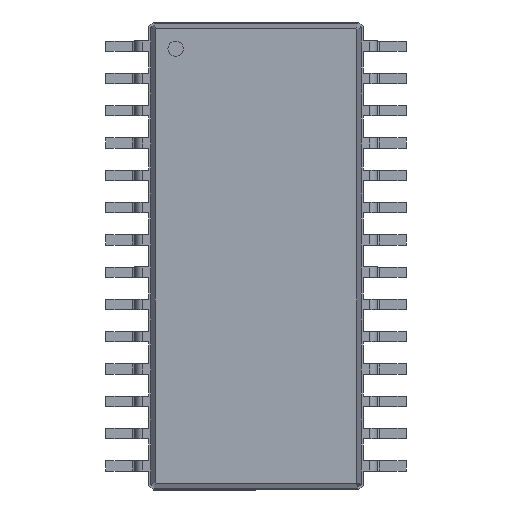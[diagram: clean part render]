
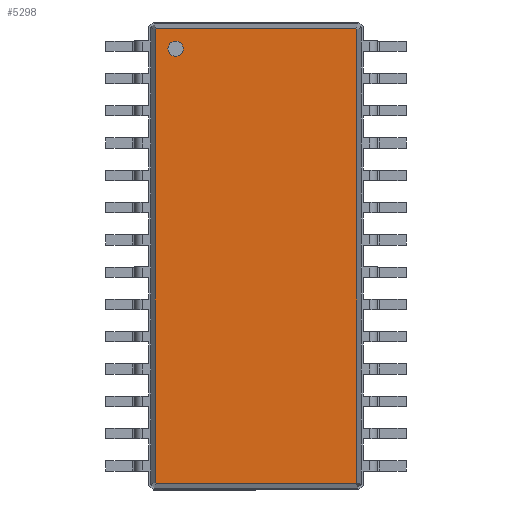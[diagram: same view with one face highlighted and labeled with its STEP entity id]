
A CAD part, top view. The second image highlights one B-rep face of the part: STEP entity #5298.
In plain terms, the highlighted planar face has unit normal (0, 0, 1).
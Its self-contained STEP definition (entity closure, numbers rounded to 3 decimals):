
#1935 = VERTEX_POINT('',#1936);
#1936 = CARTESIAN_POINT('',(8.901,3.962,2.689));
#1941 = EDGE_CURVE('',#1942,#1935,#1944,.T.);
#1942 = VERTEX_POINT('',#1943);
#1943 = CARTESIAN_POINT('',(-8.901,3.962,2.689));
#1944 = LINE('',#1945,#1946);
#1945 = CARTESIAN_POINT('',(-8.901,3.962,2.689));
#1946 = VECTOR('',#1947,1.);
#1947 = DIRECTION('',(1.,0.,0.));
#5281 = EDGE_CURVE('',#5282,#1942,#5284,.T.);
#5282 = VERTEX_POINT('',#5283);
#5283 = CARTESIAN_POINT('',(-8.948,3.915,2.689));
#5284 = LINE('',#5285,#5286);
#5285 = CARTESIAN_POINT('',(-8.948,3.915,2.689));
#5286 = VECTOR('',#5287,1.);
#5287 = DIRECTION('',(0.707,0.707,0.));
#5298 = ADVANCED_FACE('',(#5299,#5349),#5360,.T.);
#5299 = FACE_BOUND('',#5300,.T.);
#5300 = EDGE_LOOP('',(#5301,#5309,#5317,#5325,#5333,#5341,#5347,#5348));
#5301 = ORIENTED_EDGE('',*,*,#5302,.F.);
#5302 = EDGE_CURVE('',#5303,#5282,#5305,.T.);
#5303 = VERTEX_POINT('',#5304);
#5304 = CARTESIAN_POINT('',(-8.948,-3.915,2.689));
#5305 = LINE('',#5306,#5307);
#5306 = CARTESIAN_POINT('',(-8.948,-3.915,2.689));
#5307 = VECTOR('',#5308,1.);
#5308 = DIRECTION('',(0.,1.,0.));
#5309 = ORIENTED_EDGE('',*,*,#5310,.F.);
#5310 = EDGE_CURVE('',#5311,#5303,#5313,.T.);
#5311 = VERTEX_POINT('',#5312);
#5312 = CARTESIAN_POINT('',(-8.901,-3.962,2.689));
#5313 = LINE('',#5314,#5315);
#5314 = CARTESIAN_POINT('',(-8.901,-3.962,2.689));
#5315 = VECTOR('',#5316,1.);
#5316 = DIRECTION('',(-0.707,0.707,0.));
#5317 = ORIENTED_EDGE('',*,*,#5318,.F.);
#5318 = EDGE_CURVE('',#5319,#5311,#5321,.T.);
#5319 = VERTEX_POINT('',#5320);
#5320 = CARTESIAN_POINT('',(8.901,-3.962,2.689));
#5321 = LINE('',#5322,#5323);
#5322 = CARTESIAN_POINT('',(8.901,-3.962,2.689));
#5323 = VECTOR('',#5324,1.);
#5324 = DIRECTION('',(-1.,0.,0.));
#5325 = ORIENTED_EDGE('',*,*,#5326,.F.);
#5326 = EDGE_CURVE('',#5327,#5319,#5329,.T.);
#5327 = VERTEX_POINT('',#5328);
#5328 = CARTESIAN_POINT('',(8.948,-3.915,2.689));
#5329 = LINE('',#5330,#5331);
#5330 = CARTESIAN_POINT('',(8.948,-3.915,2.689));
#5331 = VECTOR('',#5332,1.);
#5332 = DIRECTION('',(-0.707,-0.707,0.));
#5333 = ORIENTED_EDGE('',*,*,#5334,.F.);
#5334 = EDGE_CURVE('',#5335,#5327,#5337,.T.);
#5335 = VERTEX_POINT('',#5336);
#5336 = CARTESIAN_POINT('',(8.948,3.915,2.689));
#5337 = LINE('',#5338,#5339);
#5338 = CARTESIAN_POINT('',(8.948,3.915,2.689));
#5339 = VECTOR('',#5340,1.);
#5340 = DIRECTION('',(0.,-1.,0.));
#5341 = ORIENTED_EDGE('',*,*,#5342,.F.);
#5342 = EDGE_CURVE('',#1935,#5335,#5343,.T.);
#5343 = LINE('',#5344,#5345);
#5344 = CARTESIAN_POINT('',(8.901,3.962,2.689));
#5345 = VECTOR('',#5346,1.);
#5346 = DIRECTION('',(0.707,-0.707,0.));
#5347 = ORIENTED_EDGE('',*,*,#1941,.F.);
#5348 = ORIENTED_EDGE('',*,*,#5281,.F.);
#5349 = FACE_BOUND('',#5350,.T.);
#5350 = EDGE_LOOP('',(#5351));
#5351 = ORIENTED_EDGE('',*,*,#5352,.F.);
#5352 = EDGE_CURVE('',#5353,#5353,#5355,.T.);
#5353 = VERTEX_POINT('',#5354);
#5354 = CARTESIAN_POINT('',(-7.848,-3.162,2.689));
#5355 = CIRCLE('',#5356,0.3);
#5356 = AXIS2_PLACEMENT_3D('',#5357,#5358,#5359);
#5357 = CARTESIAN_POINT('',(-8.148,-3.162,2.689));
#5358 = DIRECTION('',(0.,0.,1.));
#5359 = DIRECTION('',(1.,0.,0.));
#5360 = PLANE('',#5361);
#5361 = AXIS2_PLACEMENT_3D('',#5362,#5363,#5364);
#5362 = CARTESIAN_POINT('',(-8.948,-3.915,2.689));
#5363 = DIRECTION('',(0.,0.,1.));
#5364 = DIRECTION('',(0.916,0.401,0.));
